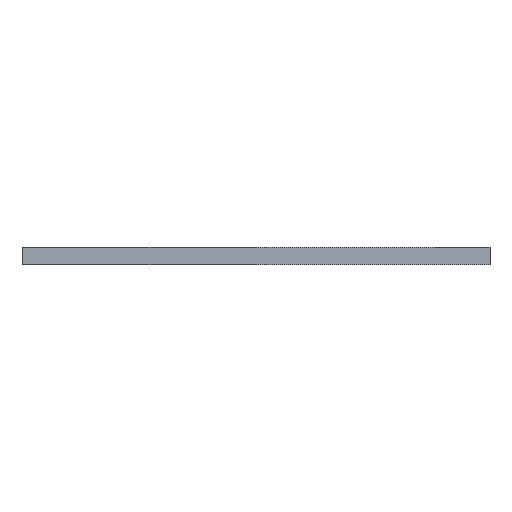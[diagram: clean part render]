
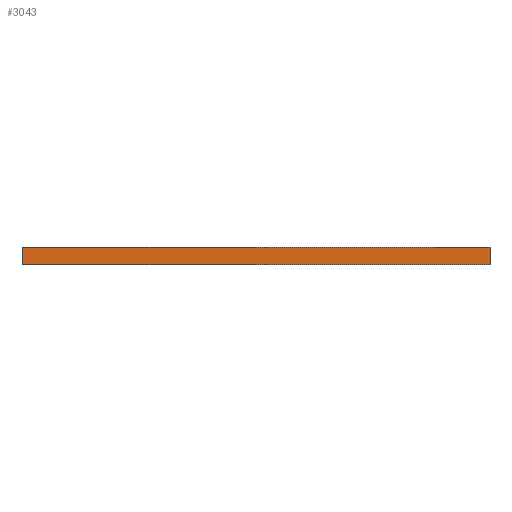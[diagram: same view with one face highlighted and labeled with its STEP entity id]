
A CAD part, left-side view. The second image highlights one B-rep face of the part: STEP entity #3043.
In plain terms, the highlighted planar face has unit normal (-1, 0, 0).
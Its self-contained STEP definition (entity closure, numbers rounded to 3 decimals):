
#4 = AXIS2_PLACEMENT_3D ( 'NONE', #6179, #5610, #519 ) ;
#335 = VERTEX_POINT ( 'NONE', #1764 ) ;
#519 = DIRECTION ( 'NONE',  ( 0., 0., 1. ) ) ;
#954 = EDGE_CURVE ( 'NONE', #4937, #335, #8059, .T. ) ;
#1526 = CARTESIAN_POINT ( 'NONE',  ( -22.4, -22.875, -0.85 ) ) ;
#1764 = CARTESIAN_POINT ( 'NONE',  ( -22.4, 22.875, -0.85 ) ) ;
#1774 = EDGE_CURVE ( 'NONE', #3085, #335, #6351, .T. ) ;
#2227 = VECTOR ( 'NONE', #3743, 1000. ) ;
#2803 = DIRECTION ( 'NONE',  ( 0., 1., 0. ) ) ;
#3043 = ADVANCED_FACE ( 'NONE', ( #6517 ), #8164, .T. ) ;
#3085 = VERTEX_POINT ( 'NONE', #7541 ) ;
#3198 = EDGE_LOOP ( 'NONE', ( #6776, #5753, #4363, #6577 ) ) ;
#3404 = CARTESIAN_POINT ( 'NONE',  ( -22.4, -22.875, 0.85 ) ) ;
#3743 = DIRECTION ( 'NONE',  ( 0., 1., 0. ) ) ;
#3966 = LINE ( 'NONE', #6379, #2227 ) ;
#4363 = ORIENTED_EDGE ( 'NONE', *, *, #5533, .T. ) ;
#4670 = VECTOR ( 'NONE', #2803, 1000. ) ;
#4835 = CARTESIAN_POINT ( 'NONE',  ( -22.4, 22.875, 0.85 ) ) ;
#4846 = CARTESIAN_POINT ( 'NONE',  ( -22.4, 22.875, 0.85 ) ) ;
#4937 = VERTEX_POINT ( 'NONE', #4835 ) ;
#5302 = LINE ( 'NONE', #3404, #7370 ) ;
#5533 = EDGE_CURVE ( 'NONE', #8200, #4937, #3966, .T. ) ;
#5540 = DIRECTION ( 'NONE',  ( 0., 0., -1. ) ) ;
#5610 = DIRECTION ( 'NONE',  ( -1., 0., 0. ) ) ;
#5753 = ORIENTED_EDGE ( 'NONE', *, *, #7182, .F. ) ;
#5904 = DIRECTION ( 'NONE',  ( 0., 0., -1. ) ) ;
#6179 = CARTESIAN_POINT ( 'NONE',  ( -22.4, -22.875, 0.85 ) ) ;
#6351 = LINE ( 'NONE', #1526, #4670 ) ;
#6379 = CARTESIAN_POINT ( 'NONE',  ( -22.4, -22.875, 0.85 ) ) ;
#6392 = VECTOR ( 'NONE', #5540, 1000. ) ;
#6517 = FACE_OUTER_BOUND ( 'NONE', #3198, .T. ) ;
#6577 = ORIENTED_EDGE ( 'NONE', *, *, #954, .T. ) ;
#6776 = ORIENTED_EDGE ( 'NONE', *, *, #1774, .F. ) ;
#7182 = EDGE_CURVE ( 'NONE', #8200, #3085, #5302, .T. ) ;
#7370 = VECTOR ( 'NONE', #5904, 1000. ) ;
#7541 = CARTESIAN_POINT ( 'NONE',  ( -22.4, -22.875, -0.85 ) ) ;
#7701 = CARTESIAN_POINT ( 'NONE',  ( -22.4, -22.875, 0.85 ) ) ;
#8059 = LINE ( 'NONE', #4846, #6392 ) ;
#8164 = PLANE ( 'NONE',  #4 ) ;
#8200 = VERTEX_POINT ( 'NONE', #7701 ) ;
